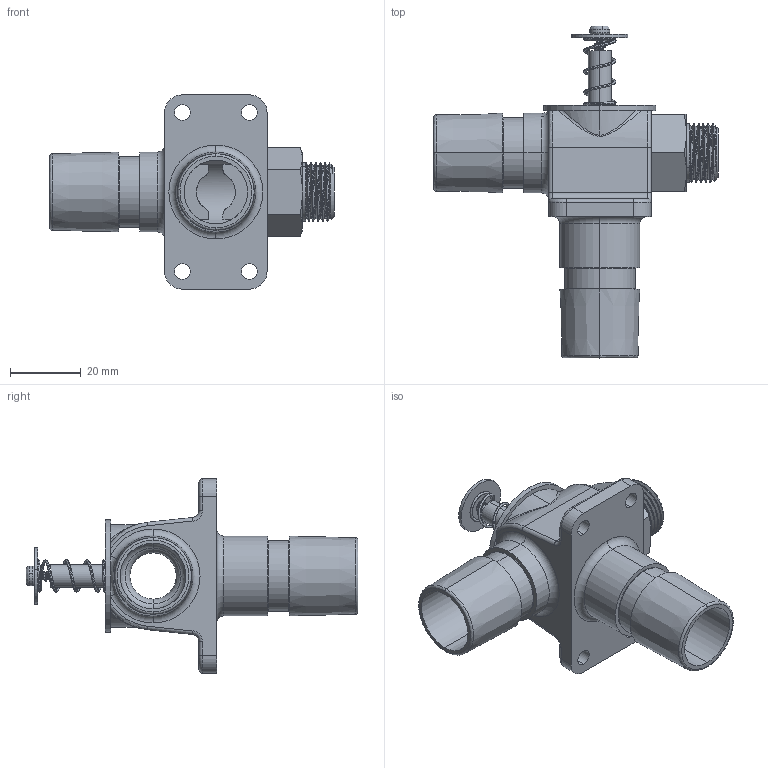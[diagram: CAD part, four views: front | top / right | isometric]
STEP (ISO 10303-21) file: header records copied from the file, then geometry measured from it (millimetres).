
FILE_DESCRIPTION (( 'STEP AP214' ), '1' );
FILE_NAME ('outlet-fitting_1-0.STEP', '2020-06-13T21:08:32', ( '' ), ( '' ), 'SwSTEP 2.0', 'SolidWorks 2014', '' );
FILE_SCHEMA (( 'AUTOMOTIVE_DESIGN' ));
Length unit declared in the file: millimetre
Products named in the file (6): outlet-fitting_1-0; 91525A202_316 STAINLESS STEEL WASHER; 99397A626_METRIC THREAD-FORMING SCREW FOR PLASTICS; 9001T250_PRECISION COMPRESSION SPRING; 91525A124_TYPE 316 STAINLESS STEEL FLAT WASHER
Assembly tree (5 placements, depth 2):
  outlet-fitting_1-0
    outlet-fitting_1-0
    91525A124_TYPE 316 STAINLESS STEEL FLAT WASHER
    9001T250_PRECISION COMPRESSION SPRING
    99397A626_METRIC THREAD-FORMING SCREW FOR PLASTICS
    91525A202_316 STAINLESS STEEL WASHER
Bounding box: 80.5 x 93.94 x 55 mm (x, y, z)
Volume: 31740.9 mm3; surface area: 22961.2 mm2
Topology: 4 solids, 5 shells, 291 faces, 739 edges, 467 vertices
Faces by surface type: cylinder 154, plane 49, bspline 38, cone 29, torus 21
Entity records: 28369 total; most frequent: CARTESIAN_POINT 21716, ORIENTED_EDGE 1476, DIRECTION 1160, EDGE_CURVE 739, VERTEX_POINT 467, AXIS2_PLACEMENT_3D 467, EDGE_LOOP 321, ADVANCED_FACE 291
